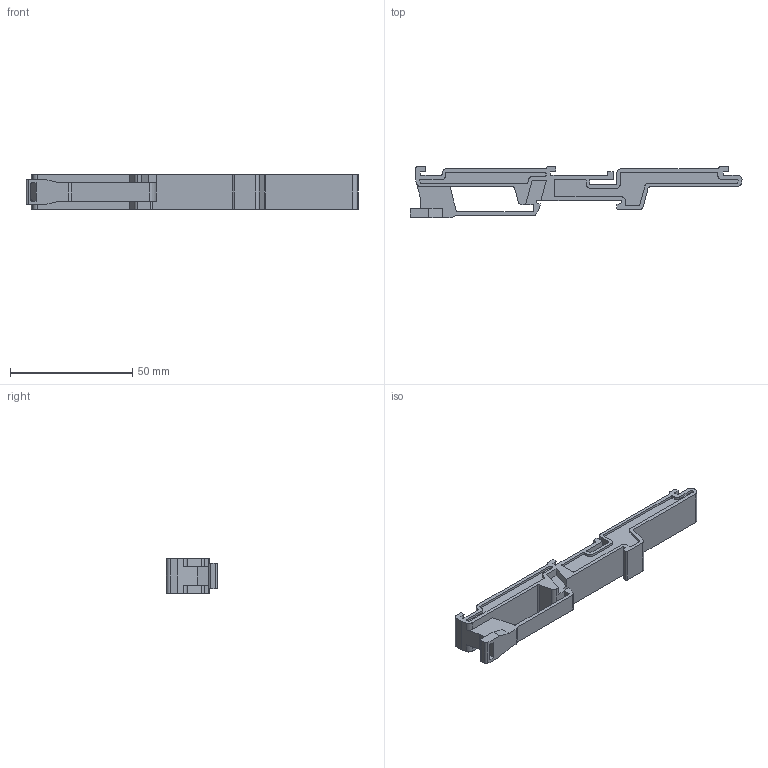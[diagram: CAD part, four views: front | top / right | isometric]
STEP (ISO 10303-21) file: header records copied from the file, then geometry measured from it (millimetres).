
FILE_DESCRIPTION((''),'2;1');
FILE_NAME('67312200_CR 122-R.stp','2012-02-02T10:01:55',('hransiek'),(''),'Autodesk Inventor 2012','Autodesk Inventor 2012','');
FILE_SCHEMA(('AUTOMOTIVE_DESIGN { 1 0 10303 214 1 1 1 1 }'));
Length unit declared in the file: centimetre
Products named in the file (1): 1010226_3Dsym
Bounding box: 135.91 x 20.95 x 14.3 mm (x, y, z)
Volume: 17944.9 mm3; surface area: 9532.8 mm2
Topology: 1 solids, 1 shells, 204 faces, 600 edges, 400 vertices
Faces by surface type: plane 117, cylinder 59, bspline 28
Entity records: 7514 total; most frequent: CARTESIAN_POINT 1805, ORIENTED_EDGE 1200, DIRECTION 1080, EDGE_CURVE 600, VECTOR 426, LINE 426, VERTEX_POINT 400, AXIS2_PLACEMENT_3D 327
